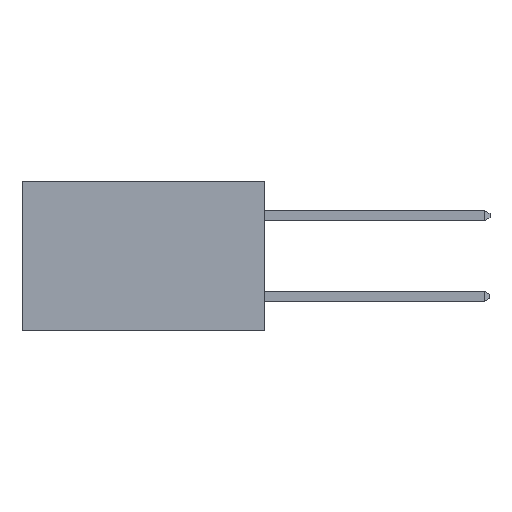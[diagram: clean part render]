
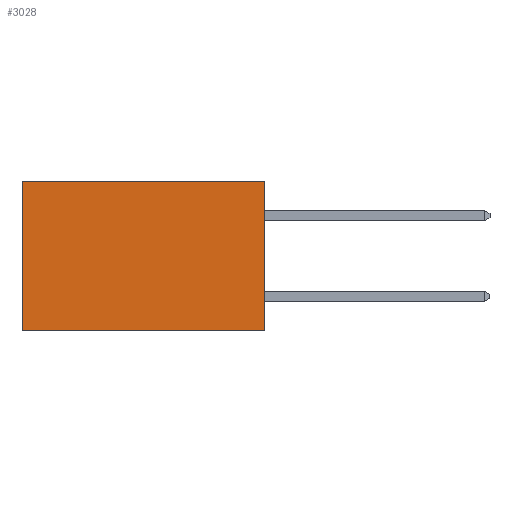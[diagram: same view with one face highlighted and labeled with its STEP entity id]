
A CAD part, left-side view. The second image highlights one B-rep face of the part: STEP entity #3028.
In plain terms, the highlighted planar face has unit normal (-1, 0, 0).
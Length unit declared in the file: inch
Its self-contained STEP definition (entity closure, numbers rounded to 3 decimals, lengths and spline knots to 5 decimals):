
#242 = CARTESIAN_POINT ( 'NONE',  ( 0.298, 0., 0. ) ) ;
#1625 = FACE_OUTER_BOUND ( 'NONE', #8053, .T. ) ;
#2057 = CARTESIAN_POINT ( 'NONE',  ( 0.298, 0., 0. ) ) ;
#2166 = DIRECTION ( 'NONE',  ( 0., 0., -1. ) ) ;
#3028 = ADVANCED_FACE ( 'NONE', ( #1625 ), #12208, .F. ) ;
#3378 = CARTESIAN_POINT ( 'NONE',  ( 0.298, 0., 0. ) ) ;
#4263 = AXIS2_PLACEMENT_3D ( 'NONE', #3378, #15630, #13593 ) ;
#4590 = VERTEX_POINT ( 'NONE', #20014 ) ;
#4602 = CARTESIAN_POINT ( 'NONE',  ( 0.298, 0.6, -0.37 ) ) ;
#5918 = DIRECTION ( 'NONE',  ( 0., 1., 0. ) ) ;
#6776 = LINE ( 'NONE', #242, #23008 ) ;
#7389 = VECTOR ( 'NONE', #13641, 39.37008 ) ;
#7822 = EDGE_CURVE ( 'NONE', #22313, #12936, #13571, .T. ) ;
#8053 = EDGE_LOOP ( 'NONE', ( #11001, #12691, #16133, #19115 ) ) ;
#9039 = LINE ( 'NONE', #11320, #14495 ) ;
#11001 = ORIENTED_EDGE ( 'NONE', *, *, #20406, .T. ) ;
#11320 = CARTESIAN_POINT ( 'NONE',  ( 0.298, 0.6, 0. ) ) ;
#12208 = PLANE ( 'NONE',  #4263 ) ;
#12349 = CARTESIAN_POINT ( 'NONE',  ( 0.298, 0., -0.37 ) ) ;
#12691 = ORIENTED_EDGE ( 'NONE', *, *, #28947, .F. ) ;
#12936 = VERTEX_POINT ( 'NONE', #12349 ) ;
#13571 = LINE ( 'NONE', #2057, #7389 ) ;
#13593 = DIRECTION ( 'NONE',  ( 0., 0., -1. ) ) ;
#13641 = DIRECTION ( 'NONE',  ( 0., 0., -1. ) ) ;
#14276 = EDGE_CURVE ( 'NONE', #22313, #4590, #6776, .T. ) ;
#14495 = VECTOR ( 'NONE', #2166, 39.37008 ) ;
#14776 = VERTEX_POINT ( 'NONE', #4602 ) ;
#15630 = DIRECTION ( 'NONE',  ( 1., 0., 0. ) ) ;
#16133 = ORIENTED_EDGE ( 'NONE', *, *, #7822, .F. ) ;
#16338 = DIRECTION ( 'NONE',  ( 0., 1., 0. ) ) ;
#19115 = ORIENTED_EDGE ( 'NONE', *, *, #14276, .T. ) ;
#20014 = CARTESIAN_POINT ( 'NONE',  ( 0.298, 0.6, 0. ) ) ;
#20394 = CARTESIAN_POINT ( 'NONE',  ( 0.298, 0., 0. ) ) ;
#20406 = EDGE_CURVE ( 'NONE', #4590, #14776, #9039, .T. ) ;
#22313 = VERTEX_POINT ( 'NONE', #20394 ) ;
#22569 = LINE ( 'NONE', #24388, #27940 ) ;
#23008 = VECTOR ( 'NONE', #16338, 39.37008 ) ;
#24388 = CARTESIAN_POINT ( 'NONE',  ( 0.298, 0., -0.37 ) ) ;
#27940 = VECTOR ( 'NONE', #5918, 39.37008 ) ;
#28947 = EDGE_CURVE ( 'NONE', #12936, #14776, #22569, .T. ) ;
